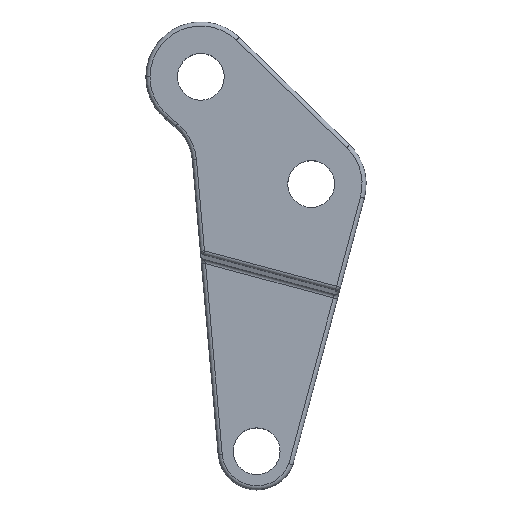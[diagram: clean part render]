
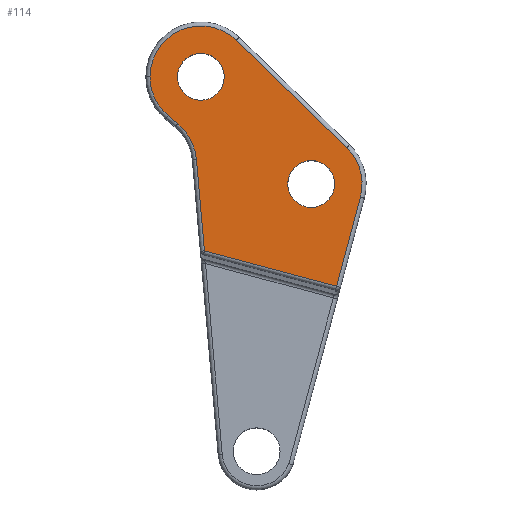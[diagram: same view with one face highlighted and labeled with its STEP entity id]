
A CAD part, top view. The second image highlights one B-rep face of the part: STEP entity #114.
In plain terms, the highlighted planar face has unit normal (0, 0, 1).
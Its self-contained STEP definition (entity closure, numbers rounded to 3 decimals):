
#3 = DIRECTION ( 'NONE',  ( 1., 0., 0. ) ) ;
#24 = CARTESIAN_POINT ( 'NONE',  ( -277.485, 704.819, 150. ) ) ;
#25 = AXIS2_PLACEMENT_3D ( 'NONE', #952, #927, #2035 ) ;
#31 = DIRECTION ( 'NONE',  ( 0.259, 0.966, 0. ) ) ;
#43 = EDGE_LOOP ( 'NONE', ( #154, #282 ) ) ;
#63 = AXIS2_PLACEMENT_3D ( 'NONE', #180, #397, #1086 ) ;
#76 = DIRECTION ( 'NONE',  ( -1., 0., 0. ) ) ;
#88 = EDGE_CURVE ( 'NONE', #410, #1043, #1114, .T. ) ;
#102 = CIRCLE ( 'NONE', #999, 57.5 ) ;
#104 = VECTOR ( 'NONE', #1370, 1000. ) ;
#109 = DIRECTION ( 'NONE',  ( 0.966, -0.259, 0. ) ) ;
#114 = ADVANCED_FACE ( 'NONE', ( #1860, #1097, #169 ), #580, .F. ) ;
#132 = EDGE_LOOP ( 'NONE', ( #1854, #1524 ) ) ;
#140 = EDGE_CURVE ( 'NONE', #2061, #1534, #693, .T. ) ;
#148 = DIRECTION ( 'NONE',  ( 1., 0., 0. ) ) ;
#154 = ORIENTED_EDGE ( 'NONE', *, *, #140, .F. ) ;
#158 = EDGE_CURVE ( 'NONE', #604, #2178, #809, .T. ) ;
#169 = FACE_BOUND ( 'NONE', #132, .T. ) ;
#180 = CARTESIAN_POINT ( 'NONE',  ( -137.148, 919.832, 150. ) ) ;
#187 = CARTESIAN_POINT ( 'NONE',  ( 196.09, 405.223, 150. ) ) ;
#204 = EDGE_CURVE ( 'NONE', #2178, #604, #102, .T. ) ;
#213 = CARTESIAN_POINT ( 'NONE',  ( 239.265, 566.356, 150. ) ) ;
#230 = CIRCLE ( 'NONE', #274, 125. ) ;
#242 = CARTESIAN_POINT ( 'NONE',  ( -194.648, 919.832, 150. ) ) ;
#274 = AXIS2_PLACEMENT_3D ( 'NONE', #914, #2029, #1691 ) ;
#275 = CARTESIAN_POINT ( 'NONE',  ( -277.485, 704.819, 150. ) ) ;
#282 = ORIENTED_EDGE ( 'NONE', *, *, #1803, .F. ) ;
#297 = CARTESIAN_POINT ( 'NONE',  ( -194.197, 804.635, 150. ) ) ;
#347 = VECTOR ( 'NONE', #1181, 1000. ) ;
#382 = DIRECTION ( 'NONE',  ( 1., 0., 0. ) ) ;
#392 = LINE ( 'NONE', #1879, #347 ) ;
#397 = DIRECTION ( 'NONE',  ( 0., 0., 1. ) ) ;
#410 = VERTEX_POINT ( 'NONE', #1470 ) ;
#418 = CARTESIAN_POINT ( 'NONE',  ( 76.5, 656.463, 150. ) ) ;
#426 = LINE ( 'NONE', #1721, #461 ) ;
#427 = AXIS2_PLACEMENT_3D ( 'NONE', #905, #2109, #148 ) ;
#461 = VECTOR ( 'NONE', #2063, 1000. ) ;
#480 = VERTEX_POINT ( 'NONE', #187 ) ;
#490 = AXIS2_PLACEMENT_3D ( 'NONE', #24, #1274, #777 ) ;
#507 = EDGE_LOOP ( 'NONE', ( #1950, #2372, #1542, #1598, #1223, #813, #729, #920, #1905 ) ) ;
#515 = EDGE_CURVE ( 'NONE', #480, #694, #1877, .T. ) ;
#554 = DIRECTION ( 'NONE',  ( 0., 0., 1. ) ) ;
#580 = PLANE ( 'NONE',  #490 ) ;
#584 = EDGE_CURVE ( 'NONE', #1043, #647, #649, .T. ) ;
#604 = VERTEX_POINT ( 'NONE', #242 ) ;
#647 = VERTEX_POINT ( 'NONE', #297 ) ;
#649 = LINE ( 'NONE', #837, #104 ) ;
#693 = CIRCLE ( 'NONE', #25, 57.5 ) ;
#694 = VERTEX_POINT ( 'NONE', #2345 ) ;
#704 = LINE ( 'NONE', #1259, #1975 ) ;
#729 = ORIENTED_EDGE ( 'NONE', *, *, #1883, .T. ) ;
#775 = VECTOR ( 'NONE', #31, 1000. ) ;
#777 = DIRECTION ( 'NONE',  ( -1., 0., 0. ) ) ;
#809 = CIRCLE ( 'NONE', #1451, 57.5 ) ;
#813 = ORIENTED_EDGE ( 'NONE', *, *, #1625, .T. ) ;
#837 = CARTESIAN_POINT ( 'NONE',  ( -194.197, 804.635, 150. ) ) ;
#884 = CIRCLE ( 'NONE', #1233, 130. ) ;
#905 = CARTESIAN_POINT ( 'NONE',  ( 134., 656.463, 150. ) ) ;
#910 = VERTEX_POINT ( 'NONE', #988 ) ;
#914 = CARTESIAN_POINT ( 'NONE',  ( -137.148, 919.832, 150. ) ) ;
#920 = ORIENTED_EDGE ( 'NONE', *, *, #88, .T. ) ;
#927 = DIRECTION ( 'NONE',  ( 0., 0., 1. ) ) ;
#952 = CARTESIAN_POINT ( 'NONE',  ( 134., 656.463, 150. ) ) ;
#976 = CARTESIAN_POINT ( 'NONE',  ( 134., 656.463, 150. ) ) ;
#978 = CARTESIAN_POINT ( 'NONE',  ( 221.093, 746.128, 150. ) ) ;
#982 = EDGE_CURVE ( 'NONE', #647, #910, #884, .T. ) ;
#988 = CARTESIAN_POINT ( 'NONE',  ( -147.98, 716.149, 150. ) ) ;
#999 = AXIS2_PLACEMENT_3D ( 'NONE', #1465, #1663, #3 ) ;
#1026 = CARTESIAN_POINT ( 'NONE',  ( -79.648, 919.832, 150. ) ) ;
#1043 = VERTEX_POINT ( 'NONE', #1759 ) ;
#1086 = DIRECTION ( 'NONE',  ( -1., 0., 0. ) ) ;
#1097 = FACE_BOUND ( 'NONE', #43, .T. ) ;
#1114 = CIRCLE ( 'NONE', #63, 125. ) ;
#1181 = DIRECTION ( 'NONE',  ( 0.087, -0.996, 0. ) ) ;
#1183 = DIRECTION ( 'NONE',  ( 0., 0., 1. ) ) ;
#1223 = ORIENTED_EDGE ( 'NONE', *, *, #1319, .T. ) ;
#1233 = AXIS2_PLACEMENT_3D ( 'NONE', #275, #1345, #76 ) ;
#1257 = VERTEX_POINT ( 'NONE', #2305 ) ;
#1259 = CARTESIAN_POINT ( 'NONE',  ( -320.66, 543.686, 150. ) ) ;
#1274 = DIRECTION ( 'NONE',  ( 0., 0., -1. ) ) ;
#1319 = EDGE_CURVE ( 'NONE', #694, #2032, #2245, .T. ) ;
#1322 = DIRECTION ( 'NONE',  ( -1., 0., 0. ) ) ;
#1345 = DIRECTION ( 'NONE',  ( 0., 0., -1. ) ) ;
#1370 = DIRECTION ( 'NONE',  ( 0.768, -0.641, 0. ) ) ;
#1381 = CIRCLE ( 'NONE', #427, 57.5 ) ;
#1451 = AXIS2_PLACEMENT_3D ( 'NONE', #1634, #554, #382 ) ;
#1465 = CARTESIAN_POINT ( 'NONE',  ( -137.148, 919.832, 150. ) ) ;
#1470 = CARTESIAN_POINT ( 'NONE',  ( -262.148, 919.832, 150. ) ) ;
#1513 = VERTEX_POINT ( 'NONE', #1561 ) ;
#1524 = ORIENTED_EDGE ( 'NONE', *, *, #204, .F. ) ;
#1534 = VERTEX_POINT ( 'NONE', #1656 ) ;
#1542 = ORIENTED_EDGE ( 'NONE', *, *, #2236, .T. ) ;
#1561 = CARTESIAN_POINT ( 'NONE',  ( -128.384, 492.166, 150. ) ) ;
#1598 = ORIENTED_EDGE ( 'NONE', *, *, #515, .T. ) ;
#1612 = AXIS2_PLACEMENT_3D ( 'NONE', #976, #1183, #1322 ) ;
#1621 = EDGE_CURVE ( 'NONE', #910, #1513, #392, .T. ) ;
#1625 = EDGE_CURVE ( 'NONE', #2032, #1257, #426, .T. ) ;
#1634 = CARTESIAN_POINT ( 'NONE',  ( -137.148, 919.832, 150. ) ) ;
#1656 = CARTESIAN_POINT ( 'NONE',  ( 191.5, 656.463, 150. ) ) ;
#1663 = DIRECTION ( 'NONE',  ( 0., 0., 1. ) ) ;
#1691 = DIRECTION ( 'NONE',  ( -1., 0., 0. ) ) ;
#1721 = CARTESIAN_POINT ( 'NONE',  ( -14.805, 975.258, 150. ) ) ;
#1759 = CARTESIAN_POINT ( 'NONE',  ( -217.232, 823.855, 150. ) ) ;
#1803 = EDGE_CURVE ( 'NONE', #1534, #2061, #1381, .T. ) ;
#1854 = ORIENTED_EDGE ( 'NONE', *, *, #158, .F. ) ;
#1860 = FACE_OUTER_BOUND ( 'NONE', #507, .T. ) ;
#1877 = LINE ( 'NONE', #213, #775 ) ;
#1879 = CARTESIAN_POINT ( 'NONE',  ( -147.98, 716.149, 150. ) ) ;
#1883 = EDGE_CURVE ( 'NONE', #1257, #410, #230, .T. ) ;
#1905 = ORIENTED_EDGE ( 'NONE', *, *, #584, .T. ) ;
#1950 = ORIENTED_EDGE ( 'NONE', *, *, #982, .T. ) ;
#1975 = VECTOR ( 'NONE', #109, 1000. ) ;
#2029 = DIRECTION ( 'NONE',  ( 0., 0., 1. ) ) ;
#2032 = VERTEX_POINT ( 'NONE', #978 ) ;
#2035 = DIRECTION ( 'NONE',  ( 1., 0., 0. ) ) ;
#2061 = VERTEX_POINT ( 'NONE', #418 ) ;
#2063 = DIRECTION ( 'NONE',  ( -0.717, 0.697, 0. ) ) ;
#2109 = DIRECTION ( 'NONE',  ( 0., 0., 1. ) ) ;
#2178 = VERTEX_POINT ( 'NONE', #1026 ) ;
#2236 = EDGE_CURVE ( 'NONE', #1513, #480, #704, .T. ) ;
#2245 = CIRCLE ( 'NONE', #1612, 125. ) ;
#2305 = CARTESIAN_POINT ( 'NONE',  ( -50.055, 1009.497, 150. ) ) ;
#2345 = CARTESIAN_POINT ( 'NONE',  ( 254.741, 624.111, 150. ) ) ;
#2372 = ORIENTED_EDGE ( 'NONE', *, *, #1621, .T. ) ;
